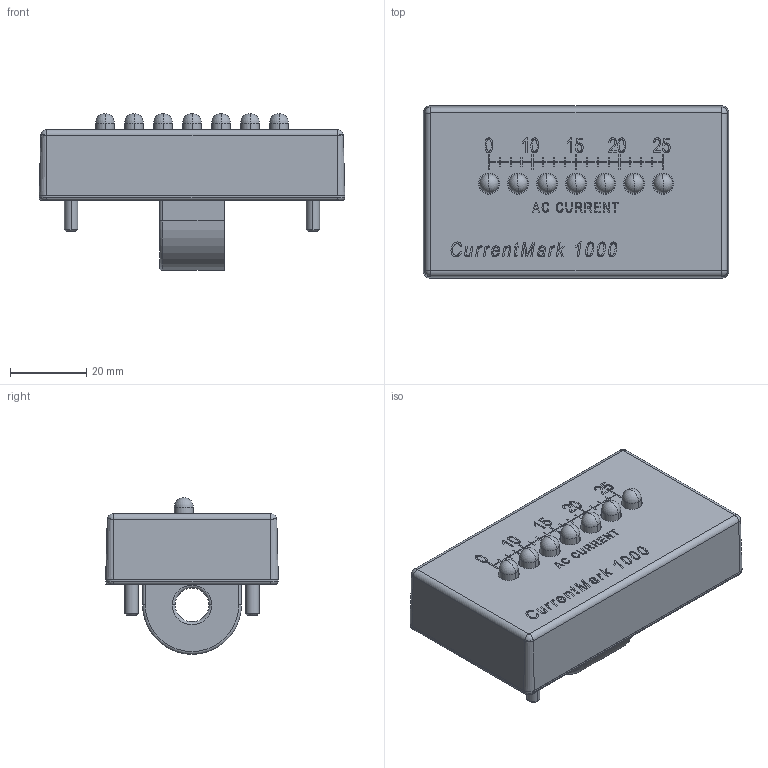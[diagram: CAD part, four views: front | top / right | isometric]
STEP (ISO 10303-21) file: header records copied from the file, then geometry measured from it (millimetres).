
FILE_DESCRIPTION (( 'STEP AP203' ), '1' );
FILE_NAME ('CRM1000-25-Internal.STEP', '2018-07-30T18:58:01', ( '' ), ( '' ), 'SwSTEP 2.0', 'SolidWorks 2018', '' );
FILE_SCHEMA (( 'CONFIG_CONTROL_DESIGN' ));
Length unit declared in the file: inch
Products named in the file (11): COVER-SCREW-ASSY-DESIGN_M001947-I; Round LED_Green; M000499-Label-Flat; Round LED; CR8349-1500_CR8349-1000; M001981-Screw, 8-32-.375 Slotted TC_Pan Head; Current Mark - PCB Assy_CM1000 Internal; CASE-SCREW-ASSY-DESIGN_S001949-25; M002157-Screw-1 x .25 flat head blk; CRM1000-25-Internal; PCB-Display Board
Assembly tree (25 placements, depth 3):
  CRM1000-25-Internal
    CASE-SCREW-ASSY-DESIGN_S001949-25
    Current Mark - PCB Assy_CM1000 Internal
      PCB-Display Board
      CR8349-1500_CR8349-1000
      Round LED_Green  x9
      Round LED  x2
    COVER-SCREW-ASSY-DESIGN_M001947-I
    M001981-Screw, 8-32-.375 Slotted TC_Pan Head  x2
    M002157-Screw-1 x .25 flat head blk  x6
    M000499-Label-Flat
Bounding box: 80.28 x 45.35 x 41.21 mm (x, y, z)
Volume: 31298.5 mm3; surface area: 36520.4 mm2
Topology: 24 solids, 24 shells, 1725 faces, 4638 edges, 3053 vertices
Faces by surface type: plane 876, bspline 431, cylinder 284, cone 90, torus 44
Entity records: 58138 total; most frequent: CARTESIAN_POINT 27241, ORIENTED_EDGE 6768, DIRECTION 4772, EDGE_CURVE 3384, LINE 2308, VECTOR 2308, VERTEX_POINT 2245, EDGE_LOOP 1389
